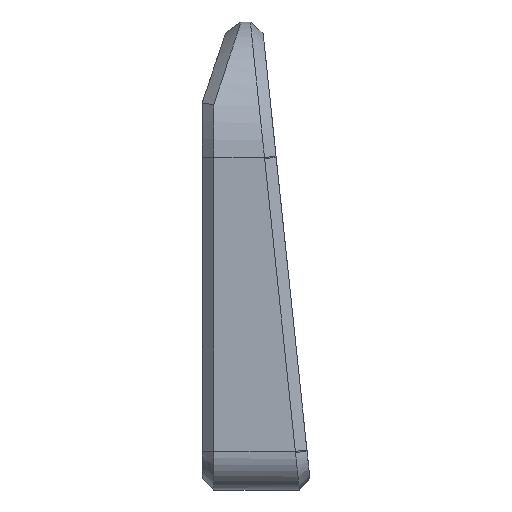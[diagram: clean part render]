
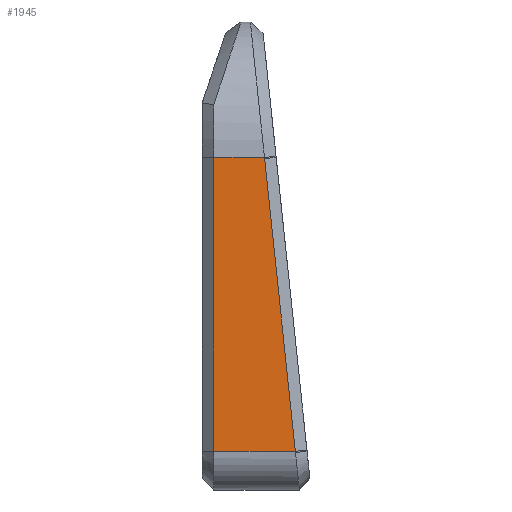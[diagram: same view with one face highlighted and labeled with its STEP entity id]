
A CAD part, left-side view. The second image highlights one B-rep face of the part: STEP entity #1945.
In plain terms, the highlighted planar face has unit normal (-1, 0, 0).
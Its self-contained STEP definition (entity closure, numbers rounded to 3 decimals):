
#31=B_SPLINE_CURVE_WITH_KNOTS('',3,(#3403,#3404,#3405,#3406),
 .UNSPECIFIED.,.F.,.F.,(4,4),(1.562,1.571),
 .UNSPECIFIED.);
#285=FACE_OUTER_BOUND('',#397,.T.);
#397=EDGE_LOOP('',(#1678,#1679,#1680,#1681,#1682));
#564=LINE('',#3263,#737);
#575=LINE('',#3470,#748);
#576=LINE('',#3472,#749);
#577=LINE('',#3473,#750);
#737=VECTOR('',#2639,10.);
#748=VECTOR('',#2656,10.);
#749=VECTOR('',#2657,10.);
#750=VECTOR('',#2658,10.);
#923=VERTEX_POINT('',#3256);
#926=VERTEX_POINT('',#3261);
#927=VERTEX_POINT('',#3316);
#939=VERTEX_POINT('',#3469);
#940=VERTEX_POINT('',#3471);
#1180=EDGE_CURVE('',#926,#923,#564,.T.);
#1193=EDGE_CURVE('',#927,#926,#31,.T.);
#1203=EDGE_CURVE('',#939,#927,#575,.T.);
#1204=EDGE_CURVE('',#940,#939,#576,.T.);
#1205=EDGE_CURVE('',#923,#940,#577,.T.);
#1678=ORIENTED_EDGE('',*,*,#1180,.F.);
#1679=ORIENTED_EDGE('',*,*,#1193,.F.);
#1680=ORIENTED_EDGE('',*,*,#1203,.F.);
#1681=ORIENTED_EDGE('',*,*,#1204,.F.);
#1682=ORIENTED_EDGE('',*,*,#1205,.F.);
#1847=PLANE('',#2146);
#1945=ADVANCED_FACE('',(#285),#1847,.T.);
#2146=AXIS2_PLACEMENT_3D('',#3468,#2654,#2655);
#2639=DIRECTION('',(0.,-0.105,-0.995));
#2654=DIRECTION('center_axis',(-1.,0.,0.));
#2655=DIRECTION('ref_axis',(0.,0.,-1.));
#2656=DIRECTION('',(0.,-1.,0.));
#2657=DIRECTION('',(0.,0.,1.));
#2658=DIRECTION('',(0.,1.,0.));
#3256=CARTESIAN_POINT('',(-8.,-17.104,0.5));
#3261=CARTESIAN_POINT('',(-8.,-9.153,76.149));
#3263=CARTESIAN_POINT('',(-8.,-5.961,106.519));
#3316=CARTESIAN_POINT('',(-8.,-9.12,76.462));
#3403=CARTESIAN_POINT('Ctrl Pts',(-8.,-9.12,76.462));
#3404=CARTESIAN_POINT('Ctrl Pts',(-8.,-9.131,76.358));
#3405=CARTESIAN_POINT('Ctrl Pts',(-8.,-9.142,76.253));
#3406=CARTESIAN_POINT('Ctrl Pts',(-8.,-9.153,76.149));
#3468=CARTESIAN_POINT('Origin',(-8.,7.,111.463));
#3469=CARTESIAN_POINT('',(-8.,4.,76.463));
#3470=CARTESIAN_POINT('',(-8.,7.,76.463));
#3471=CARTESIAN_POINT('',(-8.,4.,0.5));
#3472=CARTESIAN_POINT('',(-8.,4.,81.222));
#3473=CARTESIAN_POINT('',(-8.,7.,0.5));
